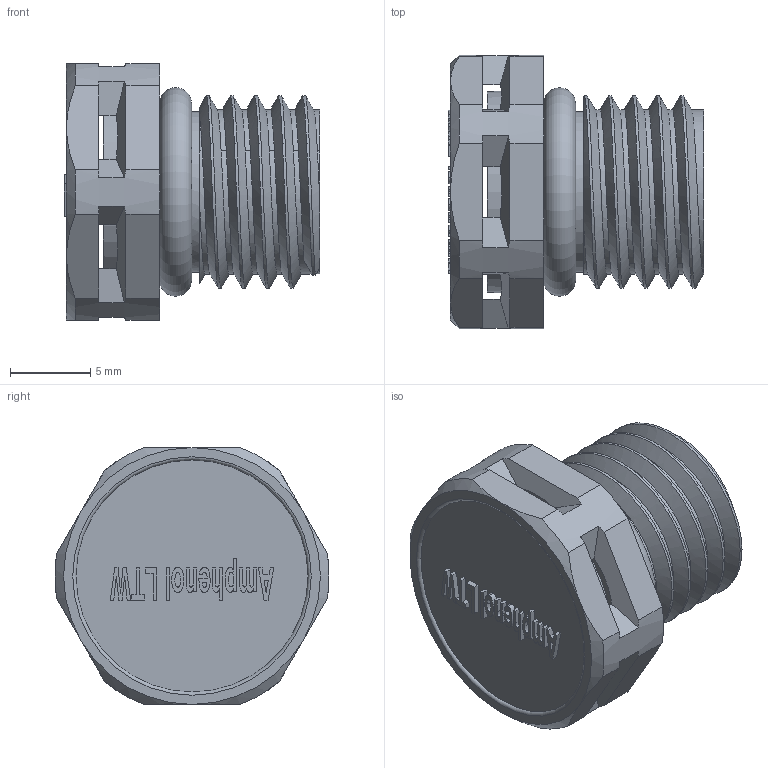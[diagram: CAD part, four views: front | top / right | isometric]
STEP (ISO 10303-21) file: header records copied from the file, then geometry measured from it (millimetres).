
FILE_DESCRIPTION(/* description */ (''),/* implementation_level */ '2;1');
FILE_NAME(/* name */ 'VENT-PS1XXX-XXXXX-STP v1.step',/* time_stamp */ '2026-01-15T13:55:47-06:00',/* author */ (''),/* organization */ (''),/* preprocessor_version */ 'ST-DEVELOPER v20.1',/* originating_system */ 'Autodesk Translation Framework v14.17.0.0',/* authorisation */ '');
FILE_SCHEMA (('AUTOMOTIVE_DESIGN { 1 0 10303 214 3 1 1 }'));
Length unit declared in the file: millimetre
Products named in the file (1): VENT-PS1XXX-XXXXX_SW0001
Bounding box: 15.95 x 17.07 x 16 mm (x, y, z)
Volume: 1442.1 mm3; surface area: 2198.8 mm2
Topology: 1 solids, 1 shells, 256 faces, 704 edges, 465 vertices
Faces by surface type: plane 155, bspline 48, cylinder 32, torus 10, cone 9, sphere 2
Full cylindrical faces by diameter (mm): 7 x1, 10 x3, 10.25 x5, 12 x4, 14 x1
Entity records: 14858 total; most frequent: CARTESIAN_POINT 8589, ORIENTED_EDGE 1404, DIRECTION 1102, EDGE_CURVE 702, VERTEX_POINT 465, LINE 432, VECTOR 432, AXIS2_PLACEMENT_3D 335
